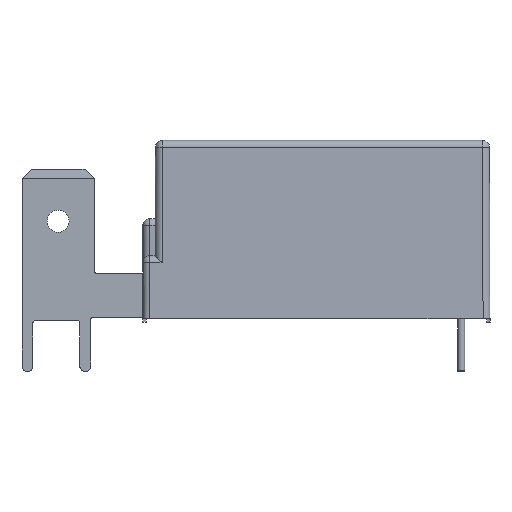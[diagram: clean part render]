
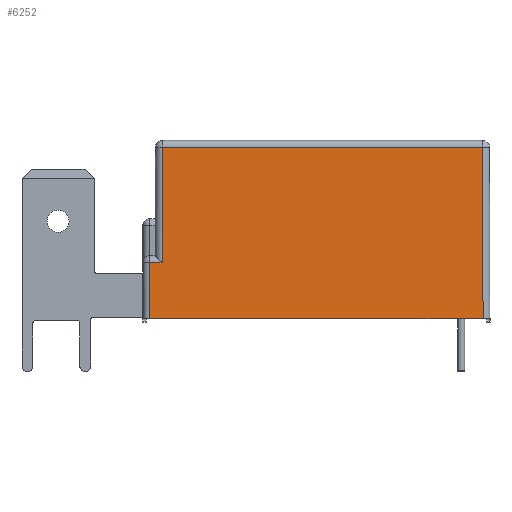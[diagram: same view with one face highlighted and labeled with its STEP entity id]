
A CAD part, front view. The second image highlights one B-rep face of the part: STEP entity #6252.
In plain terms, the highlighted planar face has unit normal (0, -1, 0.003).
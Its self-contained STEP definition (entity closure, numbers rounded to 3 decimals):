
#368 = PLANE ( 'NONE',  #7828 ) ;
#370 = CARTESIAN_POINT ( 'NONE',  ( -14.485, -6.24, 0. ) ) ;
#375 = DIRECTION ( 'NONE',  ( 0., -1., 0.003 ) ) ;
#376 = DIRECTION ( 'NONE',  ( 0., -0.003, -1. ) ) ;
#664 = FACE_OUTER_BOUND ( 'NONE', #4958, .T. ) ;
#1912 = LINE ( 'NONE', #2186, #1920 ) ;
#1915 = LINE ( 'NONE', #2191, #1918 ) ;
#1918 = VECTOR ( 'NONE', #2193, 1000. ) ;
#1919 = LINE ( 'NONE', #2195, #1922 ) ;
#1920 = VECTOR ( 'NONE', #2194, 1000. ) ;
#1921 = LINE ( 'NONE', #2197, #1924 ) ;
#1922 = VECTOR ( 'NONE', #2196, 1000. ) ;
#1923 = LINE ( 'NONE', #2199, #1926 ) ;
#1924 = VECTOR ( 'NONE', #2198, 1000. ) ;
#1926 = VECTOR ( 'NONE', #2200, 1000. ) ;
#2186 = CARTESIAN_POINT ( 'NONE',  ( -14.935, -6.24, 0. ) ) ;
#2191 = CARTESIAN_POINT ( 'NONE',  ( -14.485, -6.224, 4.842 ) ) ;
#2193 = DIRECTION ( 'NONE',  ( -1., 0., 0. ) ) ;
#2194 = DIRECTION ( 'NONE',  ( 0., -0.003, -1. ) ) ;
#2195 = CARTESIAN_POINT ( 'NONE',  ( 13.885, -6.24, 0.095 ) ) ;
#2196 = DIRECTION ( 'NONE',  ( -0.003, 0.003, 1. ) ) ;
#2197 = CARTESIAN_POINT ( 'NONE',  ( -14.433, -6.19, 14.822 ) ) ;
#2198 = DIRECTION ( 'NONE',  ( -1., 0., 0. ) ) ;
#2199 = CARTESIAN_POINT ( 'NONE',  ( -13.885, -6.24, -0.002 ) ) ;
#2200 = DIRECTION ( 'NONE',  ( -0.003, -0.003, -1. ) ) ;
#3008 = LINE ( 'NONE', #3632, #3010 ) ;
#3010 = VECTOR ( 'NONE', #3633, 1000. ) ;
#3632 = CARTESIAN_POINT ( 'NONE',  ( -14.485, -6.24, 0. ) ) ;
#3633 = DIRECTION ( 'NONE',  ( 1., 0., 0. ) ) ;
#4958 = EDGE_LOOP ( 'NONE', ( #5110, #5089, #5099, #5118, #5112, #5113 ) ) ;
#5089 = ORIENTED_EDGE ( 'NONE', *, *, #6667, .T. ) ;
#5099 = ORIENTED_EDGE ( 'NONE', *, *, #7536, .T. ) ;
#5110 = ORIENTED_EDGE ( 'NONE', *, *, #6666, .T. ) ;
#5112 = ORIENTED_EDGE ( 'NONE', *, *, #6669, .T. ) ;
#5113 = ORIENTED_EDGE ( 'NONE', *, *, #6670, .T. ) ;
#5118 = ORIENTED_EDGE ( 'NONE', *, *, #6668, .T. ) ;
#5225 = VERTEX_POINT ( 'NONE', #7338 ) ;
#5279 = VERTEX_POINT ( 'NONE', #7164 ) ;
#5309 = VERTEX_POINT ( 'NONE', #7149 ) ;
#5399 = VERTEX_POINT ( 'NONE', #6934 ) ;
#5537 = VERTEX_POINT ( 'NONE', #6412 ) ;
#5571 = VERTEX_POINT ( 'NONE', #5608 ) ;
#5608 = CARTESIAN_POINT ( 'NONE',  ( -14.935, -6.24, 0. ) ) ;
#6252 = ADVANCED_FACE ( 'NONE', ( #664 ), #368, .T. ) ;
#6412 = CARTESIAN_POINT ( 'NONE',  ( 13.835, -6.19, 14.822 ) ) ;
#6666 = EDGE_CURVE ( 'NONE', #5279, #5309, #1915, .T. ) ;
#6667 = EDGE_CURVE ( 'NONE', #5309, #5571, #1912, .T. ) ;
#6668 = EDGE_CURVE ( 'NONE', #5399, #5537, #1919, .T. ) ;
#6669 = EDGE_CURVE ( 'NONE', #5537, #5225, #1921, .T. ) ;
#6670 = EDGE_CURVE ( 'NONE', #5225, #5279, #1923, .T. ) ;
#6934 = CARTESIAN_POINT ( 'NONE',  ( 13.885, -6.24, 0. ) ) ;
#7149 = CARTESIAN_POINT ( 'NONE',  ( -14.935, -6.224, 4.842 ) ) ;
#7164 = CARTESIAN_POINT ( 'NONE',  ( -13.869, -6.224, 4.842 ) ) ;
#7338 = CARTESIAN_POINT ( 'NONE',  ( -13.835, -6.19, 14.822 ) ) ;
#7536 = EDGE_CURVE ( 'NONE', #5571, #5399, #3008, .T. ) ;
#7828 = AXIS2_PLACEMENT_3D ( 'NONE', #370, #375, #376 ) ;
